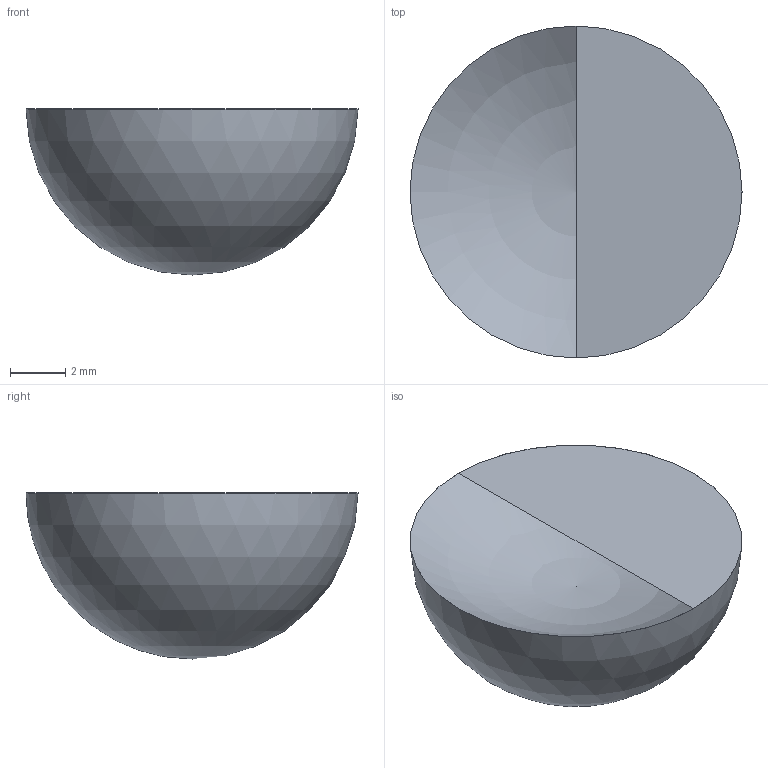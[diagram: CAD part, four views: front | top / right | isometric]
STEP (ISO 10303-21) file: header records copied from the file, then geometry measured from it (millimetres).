
FILE_DESCRIPTION(('STEP AP214'),'1');
FILE_NAME('12mmFinal.stp','2022-07-04T23:57:35',(' '),('ZEMAX'),'Spatial InterOp 3D',' ',' ');
FILE_SCHEMA(('AUTOMOTIVE_DESIGN { 1 0 10303 214 1 1 1 1 }'));
Length unit declared in the file: millimetre
Products named in the file (2): 12mmFinal.zos; surfaces 1,2
Assembly tree (1 placements, depth 2):
  12mmFinal.zos
    surfaces 1,2
Bounding box: 12 x 12 x 6 mm (x, y, z)
Volume: 335.1 mm3; surface area: 351.9 mm2
Topology: 1 solids, 1 shells, 4 faces, 11 edges, 7 vertices
Faces by surface type: sphere 2, cylinder 1, cone 1
Full cylindrical faces by diameter (mm): 12 x1
Entity records: 127 total; most frequent: DIRECTION 20, CARTESIAN_POINT 14, AXIS2_PLACEMENT_3D 10, ORIENTED_EDGE 8, EDGE_LOOP 6, DIMENSIONAL_EXPONENTS 4, ADVANCED_FACE 4, FACE_BOUND 4
